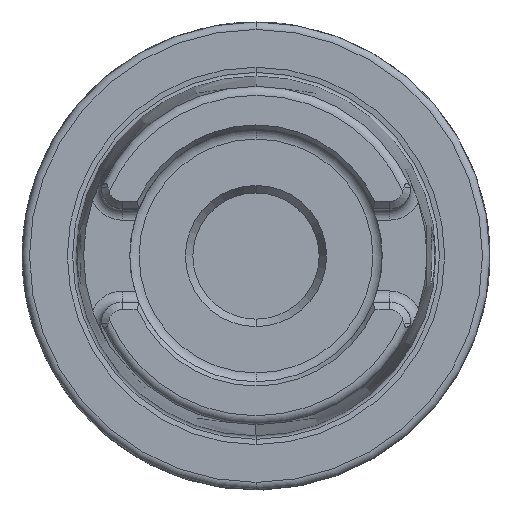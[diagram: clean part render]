
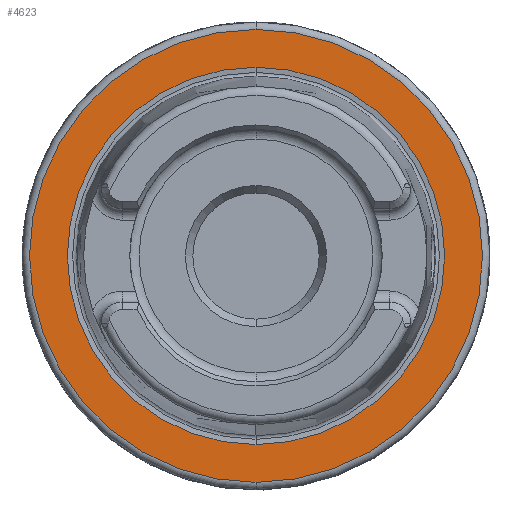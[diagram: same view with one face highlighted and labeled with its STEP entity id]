
A CAD part, top view. The second image highlights one B-rep face of the part: STEP entity #4623.
In plain terms, the highlighted planar face has unit normal (0, 0, 1).
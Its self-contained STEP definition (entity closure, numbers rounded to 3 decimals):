
#1264=CARTESIAN_POINT('',(0,0,26));
#1265=DIRECTION('',(0,0,-1));
#1266=DIRECTION('',(0,1,0));
#1267=AXIS2_PLACEMENT_3D('',#1264,#1265,#1266);
#1277=CARTESIAN_POINT('',(0,0,26));
#1278=DIRECTION('',(0,0,1));
#1279=DIRECTION('',(0,1,0));
#1280=AXIS2_PLACEMENT_3D('',#1277,#1278,#1279);
#1282=CARTESIAN_POINT('',(0,0,26));
#1283=DIRECTION('',(0,0,1));
#1284=DIRECTION('',(0,1,0));
#1285=AXIS2_PLACEMENT_3D('',#1282,#1283,#1284);
#1287=CARTESIAN_POINT('',(0,0,26));
#1288=DIRECTION('',(0,0,1));
#1289=DIRECTION('',(0,-1,0));
#1290=AXIS2_PLACEMENT_3D('',#1287,#1288,#1289);
#2834=CARTESIAN_POINT('',(0,25.409,26));
#2836=VERTEX_POINT('',#2834);
#2870=CARTESIAN_POINT('',(0,-25.409,26));
#2872=VERTEX_POINT('',#2870);
#2936=CARTESIAN_POINT('',(0,30.5,26));
#2937=CARTESIAN_POINT('',(0,-30.5,26));
#2938=VERTEX_POINT('',#2936);
#2939=VERTEX_POINT('',#2937);
#4608=CARTESIAN_POINT('',(0,0,26));
#4609=DIRECTION('',(0,0,-1));
#4610=DIRECTION('',(0,-1,0));
#4611=AXIS2_PLACEMENT_3D('',#4608,#4609,#4610);
#4612=PLANE('',#4611);
#4614=ORIENTED_EDGE('',*,*,#4613,.F.);
#4616=ORIENTED_EDGE('',*,*,#4615,.F.);
#4617=EDGE_LOOP('',(#4614,#4616));
#4618=FACE_OUTER_BOUND('',#4617,.F.);
#4619=ORIENTED_EDGE('',*,*,#4603,.T.);
#4620=ORIENTED_EDGE('',*,*,#4587,.F.);
#4621=EDGE_LOOP('',(#4619,#4620));
#4622=FACE_BOUND('',#4621,.F.);
#4623=ADVANCED_FACE('',(#4618,#4622),#4612,.F.);
#1268=CIRCLE('',#1267,25.409);
#1281=CIRCLE('',#1280,25.409);
#1286=CIRCLE('',#1285,30.5);
#1291=CIRCLE('',#1290,30.5);
#4587=EDGE_CURVE('',#2836,#2872,#1268,.T.);
#4603=EDGE_CURVE('',#2836,#2872,#1281,.T.);
#4613=EDGE_CURVE('',#2938,#2939,#1286,.T.);
#4615=EDGE_CURVE('',#2939,#2938,#1291,.T.);
